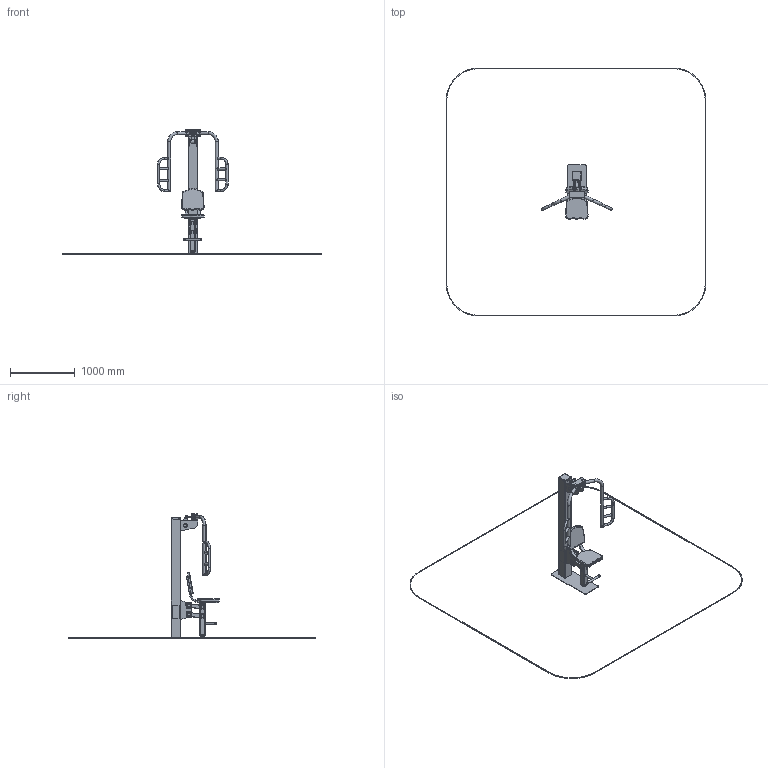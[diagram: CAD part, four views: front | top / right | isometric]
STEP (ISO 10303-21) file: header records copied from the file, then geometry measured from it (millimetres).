
FILE_DESCRIPTION(('STEP AP214'), '1');
FILE_NAME('Òðåíàæåð ÓÒ-30 Áàáî÷êà', '', ('UNSPECIFIED'), ('UNSPECIFIED'), 'C3D Converter', 'C3D Toolkit', '');
FILE_SCHEMA(('AUTOMOTIVE_DESIGN { 1 0 10303 214 3 1 1}'));
Length unit declared in the file: millimetre
Products named in the file (75): УТ-10.1Н.00.02.04; УТ-10.1Н.00.01.00; УТ-10.1Н.00.01.02; УТ-10.1Н.00.01.01; В-02; УТ-10.1Н.03.01.07; УТ-10.1Н.02.00.00; УТ-10.1Н.02.01.00; УТ-10.1Н.02.01.03; УТ-10.1Н.02.01.01; УТ-10.1Н.02.01.02; УТ-07.1.14.02.01.03; УТ-30.14.01.01.00-01; УТ-10.1.14.00.02.02; УТ-10.1.14.03.01.03; УТ-30.2.03.01.01.03; УТ-10.1.14.01.01.03; УТ-30.2.03.01.01.06; УТ-30.14.01.01.00; УТ-30.00.01; УТ-30.14.02.01.01; УТ-30.14.00.03.01; ФК-03.03; УТ-10.1Н.00.00.04
Assembly tree (125 placements, depth 4):
  (unnamed)
    (unnamed)
      (unnamed)
      (unnamed)  x2
      (unnamed)  x2
      (unnamed)
      (unnamed)  x2
      (unnamed)
      УТ-10.1Н.00.02.04
    УТ-10.1Н.00.01.00  x8
      УТ-10.1Н.00.01.02
      УТ-10.1Н.00.01.01
    (unnamed)
      (unnamed)  x2
      (unnamed)
      В-02  x2
    (unnamed)
      (unnamed)  x2
        (unnamed)
        (unnamed)
        (unnamed)
        (unnamed)
      (unnamed)
      УТ-10.1Н.03.01.07
      В-02  x2
    (unnamed)
      (unnamed)
        (unnamed)
        (unnamed)
        (unnamed)
        (unnamed)
        (unnamed)
      (unnamed)
      (unnamed)  x2
      (unnamed)
    УТ-10.1Н.02.00.00
      УТ-10.1Н.02.01.00
        УТ-10.1Н.02.01.03
        УТ-10.1Н.02.01.01
        УТ-10.1Н.02.01.02  x2
      УТ-07.1.14.02.01.03  x4
      (unnamed)  x2
    (unnamed)
      (unnamed)
      (unnamed)
      (unnamed)  x2
    УТ-30.14.01.01.00-01
      УТ-10.1.14.00.02.02
      УТ-10.1.14.03.01.03
      УТ-30.2.03.01.01.03  x2
      УТ-10.1.14.01.01.03
      УТ-30.2.03.01.01.06
    УТ-30.14.01.01.00
      УТ-10.1.14.00.02.02
      УТ-10.1.14.03.01.03
      УТ-30.2.03.01.01.03  x2
      УТ-10.1.14.01.01.03
      УТ-30.2.03.01.01.06
    УТ-30.00.01  x2
      УТ-30.14.02.01.01
Bounding box: 4024.04 x 3840.75 x 1930 mm (x, y, z)
Volume: 21159842.1 mm3; surface area: 7073843.2 mm2
Topology: 108 solids, 116 shells, 1556 faces, 3315 edges, 2032 vertices
Faces by surface type: plane 616, cylinder 504, cone 255, torus 163, sphere 18
Full cylindrical faces by diameter (mm): 5 x4, 6.5 x2, 6.647 x5, 8 x1, 8.5 x2, 10 x4, 14 x1, 15.9 x2, 20 x4, 21.5 x2, 22 x2, 26 x2, 27.29 x4, 28 x2, 28.4 x10, 30 x10, 34 x14, 35 x7, 36 x2, 39.71 x4, 40 x2, 41 x2, 41.4 x4, 43 x8, 45 x4, 46 x16, 47 x28, 49 x12, 53 x16, 55 x10
Entity records: 29532 total; most frequent: CARTESIAN_POINT 6687, DIRECTION 3722, ORIENTED_EDGE 2812, AXIS2_PLACEMENT_3D 1493, EDGE_CURVE 1406, EDGE_LOOP 1063, VERTEX_POINT 1011, ADVANCED_FACE 738
